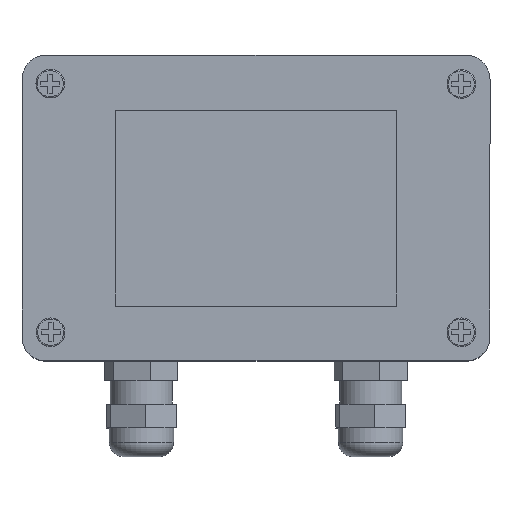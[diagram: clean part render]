
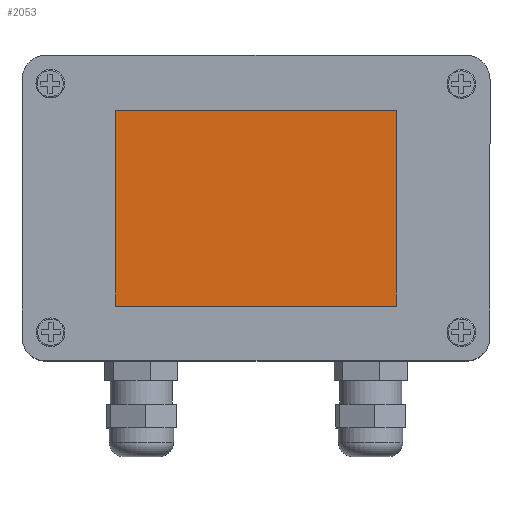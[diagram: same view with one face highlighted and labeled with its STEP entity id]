
A CAD part, top view. The second image highlights one B-rep face of the part: STEP entity #2053.
In plain terms, the highlighted planar face has unit normal (0, 0, 1).
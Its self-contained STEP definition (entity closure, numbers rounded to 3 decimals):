
#5 = VECTOR ( 'NONE', #1561, 1000. ) ;
#53 = CARTESIAN_POINT ( 'NONE',  ( 0., 41., 0.1 ) ) ;
#69 = EDGE_CURVE ( 'NONE', #579, #1204, #2175, .T. ) ;
#101 = ORIENTED_EDGE ( 'NONE', *, *, #2238, .T. ) ;
#170 = DIRECTION ( 'NONE',  ( 1., 0., 0. ) ) ;
#300 = PLANE ( 'NONE',  #763 ) ;
#306 = DIRECTION ( 'NONE',  ( 0., 0., -1. ) ) ;
#326 = DIRECTION ( 'NONE',  ( -1., 0., 0. ) ) ;
#519 = CARTESIAN_POINT ( 'NONE',  ( 0., 0., 0.1 ) ) ;
#579 = VERTEX_POINT ( 'NONE', #3286 ) ;
#735 = ORIENTED_EDGE ( 'NONE', *, *, #2868, .T. ) ;
#763 = AXIS2_PLACEMENT_3D ( 'NONE', #3183, #306, #2158 ) ;
#1042 = VECTOR ( 'NONE', #326, 1000. ) ;
#1106 = LINE ( 'NONE', #3290, #1710 ) ;
#1181 = CARTESIAN_POINT ( 'NONE',  ( 0., 41., 0.1 ) ) ;
#1204 = VERTEX_POINT ( 'NONE', #2071 ) ;
#1254 = EDGE_LOOP ( 'NONE', ( #735, #101, #1534, #2907 ) ) ;
#1382 = EDGE_CURVE ( 'NONE', #1204, #3051, #3118, .T. ) ;
#1481 = VECTOR ( 'NONE', #2240, 1000. ) ;
#1534 = ORIENTED_EDGE ( 'NONE', *, *, #69, .T. ) ;
#1561 = DIRECTION ( 'NONE',  ( 0., -1., 0. ) ) ;
#1710 = VECTOR ( 'NONE', #170, 1000. ) ;
#1824 = CARTESIAN_POINT ( 'NONE',  ( 0., 0., 0.1 ) ) ;
#2053 = ADVANCED_FACE ( 'NONE', ( #2779 ), #300, .F. ) ;
#2071 = CARTESIAN_POINT ( 'NONE',  ( 59., 41., 0.1 ) ) ;
#2158 = DIRECTION ( 'NONE',  ( -1., 0., 0. ) ) ;
#2175 = LINE ( 'NONE', #3008, #1481 ) ;
#2189 = LINE ( 'NONE', #1824, #5 ) ;
#2238 = EDGE_CURVE ( 'NONE', #2479, #579, #1106, .T. ) ;
#2240 = DIRECTION ( 'NONE',  ( 0., 1., 0. ) ) ;
#2479 = VERTEX_POINT ( 'NONE', #519 ) ;
#2779 = FACE_OUTER_BOUND ( 'NONE', #1254, .T. ) ;
#2868 = EDGE_CURVE ( 'NONE', #3051, #2479, #2189, .T. ) ;
#2907 = ORIENTED_EDGE ( 'NONE', *, *, #1382, .T. ) ;
#3008 = CARTESIAN_POINT ( 'NONE',  ( 59., 0., 0.1 ) ) ;
#3051 = VERTEX_POINT ( 'NONE', #1181 ) ;
#3118 = LINE ( 'NONE', #53, #1042 ) ;
#3183 = CARTESIAN_POINT ( 'NONE',  ( 0., 0., 0.1 ) ) ;
#3286 = CARTESIAN_POINT ( 'NONE',  ( 59., 0., 0.1 ) ) ;
#3290 = CARTESIAN_POINT ( 'NONE',  ( 0., 0., 0.1 ) ) ;
